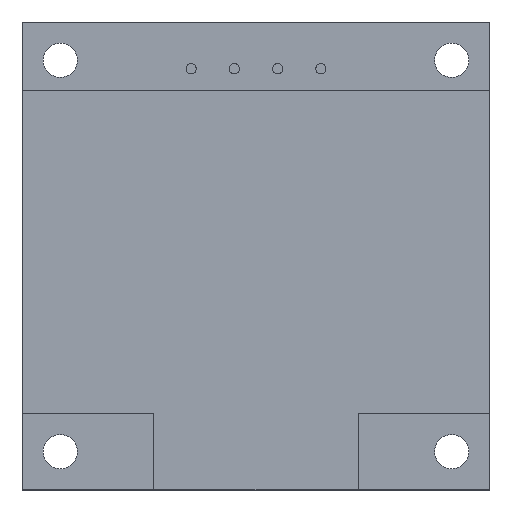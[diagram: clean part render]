
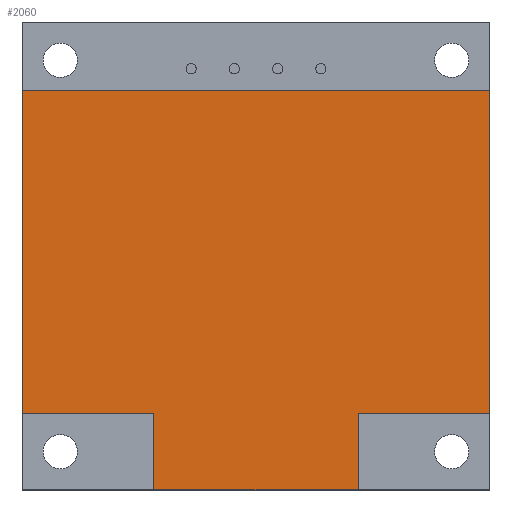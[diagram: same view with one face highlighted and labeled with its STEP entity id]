
A CAD part, top view. The second image highlights one B-rep face of the part: STEP entity #2060.
In plain terms, the highlighted planar face has unit normal (0, 0, 1).
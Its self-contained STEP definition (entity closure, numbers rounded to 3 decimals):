
#215 = PLANE('',#216);
#216 = AXIS2_PLACEMENT_3D('',#217,#218,#219);
#217 = CARTESIAN_POINT('',(-13.75,-9.25,1.1));
#218 = DIRECTION('',(-1.,0.,0.));
#219 = DIRECTION('',(0.,1.,0.));
#313 = PLANE('',#314);
#314 = AXIS2_PLACEMENT_3D('',#315,#316,#317);
#315 = CARTESIAN_POINT('',(13.75,9.75,1.1));
#316 = DIRECTION('',(1.,0.,0.));
#317 = DIRECTION('',(0.,-1.,0.));
#724 = PLANE('',#725);
#725 = AXIS2_PLACEMENT_3D('',#726,#727,#728);
#726 = CARTESIAN_POINT('',(-13.75,9.75,1.1));
#727 = DIRECTION('',(0.,1.,0.));
#728 = DIRECTION('',(1.,0.,0.));
#979 = PLANE('',#980);
#980 = AXIS2_PLACEMENT_3D('',#981,#982,#983);
#981 = CARTESIAN_POINT('',(6.,-13.75,1.1));
#982 = DIRECTION('',(0.,-1.,0.));
#983 = DIRECTION('',(-1.,0.,0.));
#1034 = PLANE('',#1035);
#1035 = AXIS2_PLACEMENT_3D('',#1036,#1037,#1038);
#1036 = CARTESIAN_POINT('',(-6.,-9.25,1.1));
#1037 = DIRECTION('',(0.,-1.,0.));
#1038 = DIRECTION('',(-1.,0.,0.));
#1060 = PLANE('',#1061);
#1061 = AXIS2_PLACEMENT_3D('',#1062,#1063,#1064);
#1062 = CARTESIAN_POINT('',(-6.,-13.75,1.1));
#1063 = DIRECTION('',(-1.,0.,0.));
#1064 = DIRECTION('',(0.,1.,0.));
#1107 = VERTEX_POINT('',#1108);
#1108 = CARTESIAN_POINT('',(-13.75,-9.25,3.2));
#1129 = EDGE_CURVE('',#1107,#1130,#1132,.T.);
#1130 = VERTEX_POINT('',#1131);
#1131 = CARTESIAN_POINT('',(-13.75,9.75,3.2));
#1132 = SURFACE_CURVE('',#1133,(#1137,#1144),.PCURVE_S1.);
#1133 = LINE('',#1134,#1135);
#1134 = CARTESIAN_POINT('',(-13.75,-9.25,3.2));
#1135 = VECTOR('',#1136,1.);
#1136 = DIRECTION('',(0.,1.,0.));
#1137 = PCURVE('',#215,#1138);
#1138 = DEFINITIONAL_REPRESENTATION('',(#1139),#1143);
#1139 = LINE('',#1140,#1141);
#1140 = CARTESIAN_POINT('',(0.,-2.1));
#1141 = VECTOR('',#1142,1.);
#1142 = DIRECTION('',(1.,0.));
#1143 = ( GEOMETRIC_REPRESENTATION_CONTEXT(2) 
PARAMETRIC_REPRESENTATION_CONTEXT() REPRESENTATION_CONTEXT('2D SPACE',''
  ) );
#1144 = PCURVE('',#1145,#1150);
#1145 = PLANE('',#1146);
#1146 = AXIS2_PLACEMENT_3D('',#1147,#1148,#1149);
#1147 = CARTESIAN_POINT('',(0.,-1.316,3.2));
#1148 = DIRECTION('',(-0.,-0.,-1.));
#1149 = DIRECTION('',(-1.,0.,0.));
#1150 = DEFINITIONAL_REPRESENTATION('',(#1151),#1155);
#1151 = LINE('',#1152,#1153);
#1152 = CARTESIAN_POINT('',(13.75,-7.934));
#1153 = VECTOR('',#1154,1.);
#1154 = DIRECTION('',(0.,1.));
#1155 = ( GEOMETRIC_REPRESENTATION_CONTEXT(2) 
PARAMETRIC_REPRESENTATION_CONTEXT() REPRESENTATION_CONTEXT('2D SPACE',''
  ) );
#1183 = VERTEX_POINT('',#1184);
#1184 = CARTESIAN_POINT('',(13.75,9.75,3.2));
#1205 = EDGE_CURVE('',#1183,#1206,#1208,.T.);
#1206 = VERTEX_POINT('',#1207);
#1207 = CARTESIAN_POINT('',(13.75,-9.25,3.2));
#1208 = SURFACE_CURVE('',#1209,(#1213,#1220),.PCURVE_S1.);
#1209 = LINE('',#1210,#1211);
#1210 = CARTESIAN_POINT('',(13.75,9.75,3.2));
#1211 = VECTOR('',#1212,1.);
#1212 = DIRECTION('',(0.,-1.,0.));
#1213 = PCURVE('',#313,#1214);
#1214 = DEFINITIONAL_REPRESENTATION('',(#1215),#1219);
#1215 = LINE('',#1216,#1217);
#1216 = CARTESIAN_POINT('',(0.,-2.1));
#1217 = VECTOR('',#1218,1.);
#1218 = DIRECTION('',(1.,0.));
#1219 = ( GEOMETRIC_REPRESENTATION_CONTEXT(2) 
PARAMETRIC_REPRESENTATION_CONTEXT() REPRESENTATION_CONTEXT('2D SPACE',''
  ) );
#1220 = PCURVE('',#1145,#1221);
#1221 = DEFINITIONAL_REPRESENTATION('',(#1222),#1226);
#1222 = LINE('',#1223,#1224);
#1223 = CARTESIAN_POINT('',(-13.75,11.066));
#1224 = VECTOR('',#1225,1.);
#1225 = DIRECTION('',(0.,-1.));
#1226 = ( GEOMETRIC_REPRESENTATION_CONTEXT(2) 
PARAMETRIC_REPRESENTATION_CONTEXT() REPRESENTATION_CONTEXT('2D SPACE',''
  ) );
#1242 = PLANE('',#1243);
#1243 = AXIS2_PLACEMENT_3D('',#1244,#1245,#1246);
#1244 = CARTESIAN_POINT('',(13.75,-9.25,1.1));
#1245 = DIRECTION('',(0.,-1.,0.));
#1246 = DIRECTION('',(-1.,0.,0.));
#1297 = PLANE('',#1298);
#1298 = AXIS2_PLACEMENT_3D('',#1299,#1300,#1301);
#1299 = CARTESIAN_POINT('',(6.,-9.25,1.1));
#1300 = DIRECTION('',(1.,0.,0.));
#1301 = DIRECTION('',(0.,-1.,0.));
#1671 = EDGE_CURVE('',#1130,#1183,#1672,.T.);
#1672 = SURFACE_CURVE('',#1673,(#1677,#1684),.PCURVE_S1.);
#1673 = LINE('',#1674,#1675);
#1674 = CARTESIAN_POINT('',(-13.75,9.75,3.2));
#1675 = VECTOR('',#1676,1.);
#1676 = DIRECTION('',(1.,0.,0.));
#1677 = PCURVE('',#724,#1678);
#1678 = DEFINITIONAL_REPRESENTATION('',(#1679),#1683);
#1679 = LINE('',#1680,#1681);
#1680 = CARTESIAN_POINT('',(0.,-2.1));
#1681 = VECTOR('',#1682,1.);
#1682 = DIRECTION('',(1.,0.));
#1683 = ( GEOMETRIC_REPRESENTATION_CONTEXT(2) 
PARAMETRIC_REPRESENTATION_CONTEXT() REPRESENTATION_CONTEXT('2D SPACE',''
  ) );
#1684 = PCURVE('',#1145,#1685);
#1685 = DEFINITIONAL_REPRESENTATION('',(#1686),#1690);
#1686 = LINE('',#1687,#1688);
#1687 = CARTESIAN_POINT('',(13.75,11.066));
#1688 = VECTOR('',#1689,1.);
#1689 = DIRECTION('',(-1.,0.));
#1690 = ( GEOMETRIC_REPRESENTATION_CONTEXT(2) 
PARAMETRIC_REPRESENTATION_CONTEXT() REPRESENTATION_CONTEXT('2D SPACE',''
  ) );
#1918 = VERTEX_POINT('',#1919);
#1919 = CARTESIAN_POINT('',(6.,-13.75,3.2));
#1940 = EDGE_CURVE('',#1918,#1941,#1943,.T.);
#1941 = VERTEX_POINT('',#1942);
#1942 = CARTESIAN_POINT('',(-6.,-13.75,3.2));
#1943 = SURFACE_CURVE('',#1944,(#1948,#1955),.PCURVE_S1.);
#1944 = LINE('',#1945,#1946);
#1945 = CARTESIAN_POINT('',(6.,-13.75,3.2));
#1946 = VECTOR('',#1947,1.);
#1947 = DIRECTION('',(-1.,0.,0.));
#1948 = PCURVE('',#979,#1949);
#1949 = DEFINITIONAL_REPRESENTATION('',(#1950),#1954);
#1950 = LINE('',#1951,#1952);
#1951 = CARTESIAN_POINT('',(0.,-2.1));
#1952 = VECTOR('',#1953,1.);
#1953 = DIRECTION('',(1.,0.));
#1954 = ( GEOMETRIC_REPRESENTATION_CONTEXT(2) 
PARAMETRIC_REPRESENTATION_CONTEXT() REPRESENTATION_CONTEXT('2D SPACE',''
  ) );
#1955 = PCURVE('',#1145,#1956);
#1956 = DEFINITIONAL_REPRESENTATION('',(#1957),#1961);
#1957 = LINE('',#1958,#1959);
#1958 = CARTESIAN_POINT('',(-6.,-12.434));
#1959 = VECTOR('',#1960,1.);
#1960 = DIRECTION('',(1.,0.));
#1961 = ( GEOMETRIC_REPRESENTATION_CONTEXT(2) 
PARAMETRIC_REPRESENTATION_CONTEXT() REPRESENTATION_CONTEXT('2D SPACE',''
  ) );
#1989 = EDGE_CURVE('',#1941,#1990,#1992,.T.);
#1990 = VERTEX_POINT('',#1991);
#1991 = CARTESIAN_POINT('',(-6.,-9.25,3.2));
#1992 = SURFACE_CURVE('',#1993,(#1997,#2004),.PCURVE_S1.);
#1993 = LINE('',#1994,#1995);
#1994 = CARTESIAN_POINT('',(-6.,-13.75,3.2));
#1995 = VECTOR('',#1996,1.);
#1996 = DIRECTION('',(0.,1.,0.));
#1997 = PCURVE('',#1060,#1998);
#1998 = DEFINITIONAL_REPRESENTATION('',(#1999),#2003);
#1999 = LINE('',#2000,#2001);
#2000 = CARTESIAN_POINT('',(0.,-2.1));
#2001 = VECTOR('',#2002,1.);
#2002 = DIRECTION('',(1.,0.));
#2003 = ( GEOMETRIC_REPRESENTATION_CONTEXT(2) 
PARAMETRIC_REPRESENTATION_CONTEXT() REPRESENTATION_CONTEXT('2D SPACE',''
  ) );
#2004 = PCURVE('',#1145,#2005);
#2005 = DEFINITIONAL_REPRESENTATION('',(#2006),#2010);
#2006 = LINE('',#2007,#2008);
#2007 = CARTESIAN_POINT('',(6.,-12.434));
#2008 = VECTOR('',#2009,1.);
#2009 = DIRECTION('',(0.,1.));
#2010 = ( GEOMETRIC_REPRESENTATION_CONTEXT(2) 
PARAMETRIC_REPRESENTATION_CONTEXT() REPRESENTATION_CONTEXT('2D SPACE',''
  ) );
#2038 = EDGE_CURVE('',#1990,#1107,#2039,.T.);
#2039 = SURFACE_CURVE('',#2040,(#2044,#2051),.PCURVE_S1.);
#2040 = LINE('',#2041,#2042);
#2041 = CARTESIAN_POINT('',(-6.,-9.25,3.2));
#2042 = VECTOR('',#2043,1.);
#2043 = DIRECTION('',(-1.,0.,0.));
#2044 = PCURVE('',#1034,#2045);
#2045 = DEFINITIONAL_REPRESENTATION('',(#2046),#2050);
#2046 = LINE('',#2047,#2048);
#2047 = CARTESIAN_POINT('',(0.,-2.1));
#2048 = VECTOR('',#2049,1.);
#2049 = DIRECTION('',(1.,0.));
#2050 = ( GEOMETRIC_REPRESENTATION_CONTEXT(2) 
PARAMETRIC_REPRESENTATION_CONTEXT() REPRESENTATION_CONTEXT('2D SPACE',''
  ) );
#2051 = PCURVE('',#1145,#2052);
#2052 = DEFINITIONAL_REPRESENTATION('',(#2053),#2057);
#2053 = LINE('',#2054,#2055);
#2054 = CARTESIAN_POINT('',(6.,-7.934));
#2055 = VECTOR('',#2056,1.);
#2056 = DIRECTION('',(1.,0.));
#2057 = ( GEOMETRIC_REPRESENTATION_CONTEXT(2) 
PARAMETRIC_REPRESENTATION_CONTEXT() REPRESENTATION_CONTEXT('2D SPACE',''
  ) );
#2060 = ADVANCED_FACE('',(#2061),#1145,.F.);
#2061 = FACE_BOUND('',#2062,.F.);
#2062 = EDGE_LOOP('',(#2063,#2064,#2065,#2088,#2109,#2110,#2111,#2112));
#2063 = ORIENTED_EDGE('',*,*,#1671,.T.);
#2064 = ORIENTED_EDGE('',*,*,#1205,.T.);
#2065 = ORIENTED_EDGE('',*,*,#2066,.T.);
#2066 = EDGE_CURVE('',#1206,#2067,#2069,.T.);
#2067 = VERTEX_POINT('',#2068);
#2068 = CARTESIAN_POINT('',(6.,-9.25,3.2));
#2069 = SURFACE_CURVE('',#2070,(#2074,#2081),.PCURVE_S1.);
#2070 = LINE('',#2071,#2072);
#2071 = CARTESIAN_POINT('',(13.75,-9.25,3.2));
#2072 = VECTOR('',#2073,1.);
#2073 = DIRECTION('',(-1.,0.,0.));
#2074 = PCURVE('',#1145,#2075);
#2075 = DEFINITIONAL_REPRESENTATION('',(#2076),#2080);
#2076 = LINE('',#2077,#2078);
#2077 = CARTESIAN_POINT('',(-13.75,-7.934));
#2078 = VECTOR('',#2079,1.);
#2079 = DIRECTION('',(1.,0.));
#2080 = ( GEOMETRIC_REPRESENTATION_CONTEXT(2) 
PARAMETRIC_REPRESENTATION_CONTEXT() REPRESENTATION_CONTEXT('2D SPACE',''
  ) );
#2081 = PCURVE('',#1242,#2082);
#2082 = DEFINITIONAL_REPRESENTATION('',(#2083),#2087);
#2083 = LINE('',#2084,#2085);
#2084 = CARTESIAN_POINT('',(0.,-2.1));
#2085 = VECTOR('',#2086,1.);
#2086 = DIRECTION('',(1.,0.));
#2087 = ( GEOMETRIC_REPRESENTATION_CONTEXT(2) 
PARAMETRIC_REPRESENTATION_CONTEXT() REPRESENTATION_CONTEXT('2D SPACE',''
  ) );
#2088 = ORIENTED_EDGE('',*,*,#2089,.T.);
#2089 = EDGE_CURVE('',#2067,#1918,#2090,.T.);
#2090 = SURFACE_CURVE('',#2091,(#2095,#2102),.PCURVE_S1.);
#2091 = LINE('',#2092,#2093);
#2092 = CARTESIAN_POINT('',(6.,-9.25,3.2));
#2093 = VECTOR('',#2094,1.);
#2094 = DIRECTION('',(0.,-1.,0.));
#2095 = PCURVE('',#1145,#2096);
#2096 = DEFINITIONAL_REPRESENTATION('',(#2097),#2101);
#2097 = LINE('',#2098,#2099);
#2098 = CARTESIAN_POINT('',(-6.,-7.934));
#2099 = VECTOR('',#2100,1.);
#2100 = DIRECTION('',(0.,-1.));
#2101 = ( GEOMETRIC_REPRESENTATION_CONTEXT(2) 
PARAMETRIC_REPRESENTATION_CONTEXT() REPRESENTATION_CONTEXT('2D SPACE',''
  ) );
#2102 = PCURVE('',#1297,#2103);
#2103 = DEFINITIONAL_REPRESENTATION('',(#2104),#2108);
#2104 = LINE('',#2105,#2106);
#2105 = CARTESIAN_POINT('',(0.,-2.1));
#2106 = VECTOR('',#2107,1.);
#2107 = DIRECTION('',(1.,0.));
#2108 = ( GEOMETRIC_REPRESENTATION_CONTEXT(2) 
PARAMETRIC_REPRESENTATION_CONTEXT() REPRESENTATION_CONTEXT('2D SPACE',''
  ) );
#2109 = ORIENTED_EDGE('',*,*,#1940,.T.);
#2110 = ORIENTED_EDGE('',*,*,#1989,.T.);
#2111 = ORIENTED_EDGE('',*,*,#2038,.T.);
#2112 = ORIENTED_EDGE('',*,*,#1129,.T.);
